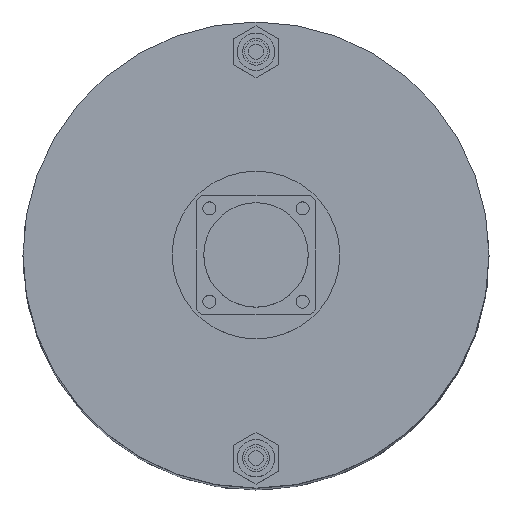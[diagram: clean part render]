
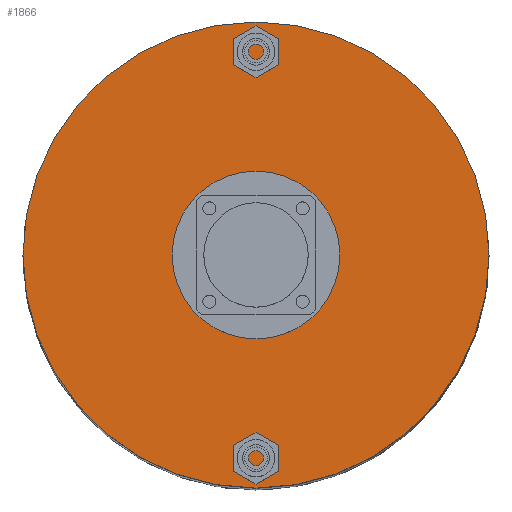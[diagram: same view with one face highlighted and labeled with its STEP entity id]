
A CAD part, top view. The second image highlights one B-rep face of the part: STEP entity #1866.
In plain terms, the highlighted planar face has unit normal (0, 0, 1).
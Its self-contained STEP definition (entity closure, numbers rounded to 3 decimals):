
#26 = EDGE_LOOP ( 'NONE', ( #1221, #881 ) ) ;
#158 = DIRECTION ( 'NONE',  ( 1., 0., 0. ) ) ;
#468 = PLANE ( 'NONE',  #3851 ) ;
#513 = CARTESIAN_POINT ( 'NONE',  ( 62.5, 0., 35.5 ) ) ;
#679 = EDGE_LOOP ( 'NONE', ( #2563, #794 ) ) ;
#767 = CIRCLE ( 'NONE', #3082, 22.5 ) ;
#768 = VERTEX_POINT ( 'NONE', #3412 ) ;
#794 = ORIENTED_EDGE ( 'NONE', *, *, #3923, .F. ) ;
#881 = ORIENTED_EDGE ( 'NONE', *, *, #3856, .T. ) ;
#1036 = DIRECTION ( 'NONE',  ( 0., 0., 1. ) ) ;
#1221 = ORIENTED_EDGE ( 'NONE', *, *, #2619, .T. ) ;
#1358 = DIRECTION ( 'NONE',  ( 1., 0., 0. ) ) ;
#1589 = DIRECTION ( 'NONE',  ( 1., 0., 0. ) ) ;
#1798 = CIRCLE ( 'NONE', #3022, 22.5 ) ;
#1866 = ADVANCED_FACE ( 'NONE', ( #3353, #4607 ), #468, .T. ) ;
#1883 = DIRECTION ( 'NONE',  ( 0., 0., 1. ) ) ;
#1911 = DIRECTION ( 'NONE',  ( 0., 0., 1. ) ) ;
#1944 = CARTESIAN_POINT ( 'NONE',  ( -62.5, 0., 35.5 ) ) ;
#1992 = CARTESIAN_POINT ( 'NONE',  ( -22.5, 0., 35.5 ) ) ;
#1995 = DIRECTION ( 'NONE',  ( 0., 0., 1. ) ) ;
#2108 = CIRCLE ( 'NONE', #3663, 62.5 ) ;
#2187 = AXIS2_PLACEMENT_3D ( 'NONE', #2348, #1995, #1589 ) ;
#2270 = CARTESIAN_POINT ( 'NONE',  ( 0., 0., 35.5 ) ) ;
#2329 = DIRECTION ( 'NONE',  ( 0., 0., 1. ) ) ;
#2348 = CARTESIAN_POINT ( 'NONE',  ( 0., 0., 35.5 ) ) ;
#2362 = CARTESIAN_POINT ( 'NONE',  ( 0., 0., 35.5 ) ) ;
#2492 = CARTESIAN_POINT ( 'NONE',  ( 0., 0., 35.5 ) ) ;
#2563 = ORIENTED_EDGE ( 'NONE', *, *, #4236, .F. ) ;
#2619 = EDGE_CURVE ( 'NONE', #3282, #3922, #3408, .T. ) ;
#3022 = AXIS2_PLACEMENT_3D ( 'NONE', #2492, #1036, #1358 ) ;
#3082 = AXIS2_PLACEMENT_3D ( 'NONE', #2362, #2329, #158 ) ;
#3282 = VERTEX_POINT ( 'NONE', #1944 ) ;
#3353 = FACE_BOUND ( 'NONE', #679, .T. ) ;
#3383 = CARTESIAN_POINT ( 'NONE',  ( 0., 0., 35.5 ) ) ;
#3408 = CIRCLE ( 'NONE', #2187, 62.5 ) ;
#3412 = CARTESIAN_POINT ( 'NONE',  ( 22.5, 0., 35.5 ) ) ;
#3663 = AXIS2_PLACEMENT_3D ( 'NONE', #3383, #1883, #4566 ) ;
#3851 = AXIS2_PLACEMENT_3D ( 'NONE', #2270, #1911, #4588 ) ;
#3856 = EDGE_CURVE ( 'NONE', #3922, #3282, #2108, .T. ) ;
#3879 = VERTEX_POINT ( 'NONE', #1992 ) ;
#3922 = VERTEX_POINT ( 'NONE', #513 ) ;
#3923 = EDGE_CURVE ( 'NONE', #768, #3879, #767, .T. ) ;
#4236 = EDGE_CURVE ( 'NONE', #3879, #768, #1798, .T. ) ;
#4566 = DIRECTION ( 'NONE',  ( 1., 0., 0. ) ) ;
#4588 = DIRECTION ( 'NONE',  ( 1., 0., 0. ) ) ;
#4607 = FACE_OUTER_BOUND ( 'NONE', #26, .T. ) ;
